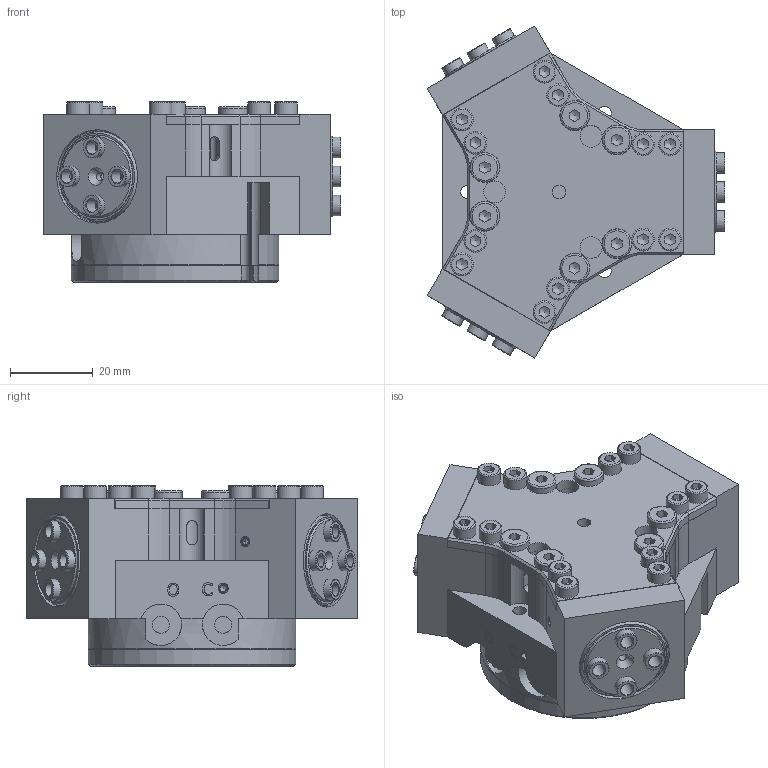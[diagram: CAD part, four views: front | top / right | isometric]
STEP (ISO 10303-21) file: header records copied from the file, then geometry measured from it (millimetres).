
FILE_DESCRIPTION(/* description */ (''),/* implementation_level */ '2;1');
FILE_NAME(/* name */ 'GZO-50-C1.stp',/* time_stamp */ '2023-12-20T12:03:29+01:00',/* author */ ('Tecnico 2'),/* organization */ (''),/* preprocessor_version */ 'ST-DEVELOPER v19.2',/* originating_system */ 'Autodesk Inventor 2023',/* authorisation */ '');
FILE_SCHEMA (('AUTOMOTIVE_DESIGN { 1 0 10303 214 3 1 1 }'));
Length unit declared in the file: millimetre
Products named in the file (12): GZO-50-C1-MC-cliente; DIN 913 - M3 x 4; DIN 913 - M3 x 4_1; GZO-50-CORPO-01 cliente; GUARNIZIONE DOPPIO LABRO PARKER AY2028 P5008; GSO-50 GRIFFA cliente; BOCCOLA 5H7L4.4; GZO-50-COPERCHIO cliente; DIN 7984 - M4 x 8; ISO 4762  - M3 x 8; PZP-50-FONDELLO; DIN 7991 - M3x8
Assembly tree (51 placements, depth 2):
  GZO-50-C1-MC-cliente
    DIN 913 - M3 x 4_1  x3
    DIN 913 - M3 x 4
    GZO-50-CORPO-01 cliente
    GUARNIZIONE DOPPIO LABRO PARKER AY2028 P5008  x3
    GSO-50 GRIFFA cliente  x3
    BOCCOLA 5H7L4.4  x12
    GZO-50-COPERCHIO cliente
    DIN 7984 - M4 x 8  x6
    ISO 4762  - M3 x 8  x12
    PZP-50-FONDELLO
    DIN 7991 - M3x8  x8
Bounding box: 71.74 x 79.95 x 43.5 mm (x, y, z)
Volume: 109205.9 mm3; surface area: 51140.5 mm2
Topology: 51 solids, 51 shells, 1110 faces, 2630 edges, 1712 vertices
Faces by surface type: plane 530, cylinder 281, cone 179, bspline 60, torus 60
Full cylindrical faces by diameter (mm): 2 x3, 2.459 x24, 2.5 x4, 3 x28, 3.1 x2, 3.2 x24, 3.242 x1, 3.3 x13, 4 x6, 4.134 x2, 4.2 x3, 4.23 x6, 5 x24, 5.3 x6, 5.5 x12, 6 x8, 7 x6, 7.2 x6, 10 x1, 20 x9, 20.2 x3, 20.4 x3, 22.5 x3, 25.8 x3, 26 x6, 33.6 x1, 34 x3
Entity records: 17711 total; most frequent: CARTESIAN_POINT 4122, DIRECTION 2631, ORIENTED_EDGE 2618, EDGE_CURVE 1309, AXIS2_PLACEMENT_3D 976, VERTEX_POINT 867, EDGE_LOOP 692, LINE 679
